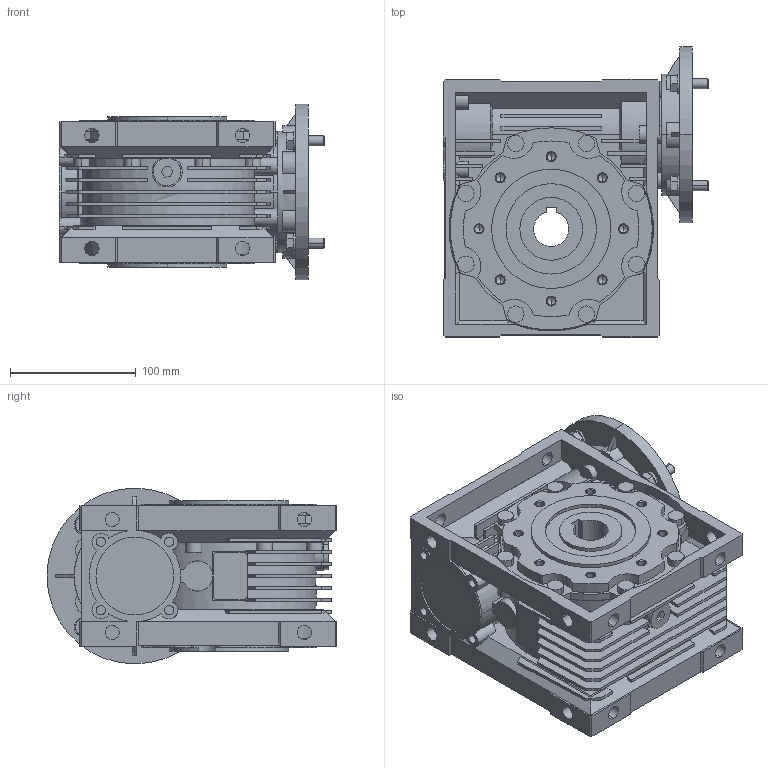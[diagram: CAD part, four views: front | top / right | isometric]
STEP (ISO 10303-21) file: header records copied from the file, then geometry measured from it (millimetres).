
FILE_DESCRIPTION (( 'STEP AP203' ), '1' );
FILE_NAME ('WGA-75M-030-90B14.step', '2024-12-18T18:56:41', ( '' ), ( '' ), 'SwSTEP 2.0', 'SolidWorks 2024', '' );
FILE_SCHEMA (( 'CONFIG_CONTROL_DESIGN' ));
Length unit declared in the file: millimetre
Products named in the file (1): WGA-75M-030-90B14
Bounding box: 211.5 x 231 x 140 mm (x, y, z)
Volume: 2887644.5 mm3; surface area: 496682.9 mm2
Topology: 16 solids, 16 shells, 1349 faces, 3675 edges, 2384 vertices
Faces by surface type: plane 749, cylinder 444, cone 144, torus 12
Entity records: 43470 total; most frequent: CARTESIAN_POINT 8769, DIRECTION 7289, ORIENTED_EDGE 7282, EDGE_CURVE 3641, AXIS2_PLACEMENT_3D 2534, VERTEX_POINT 2384, LINE 2221, VECTOR 2221
